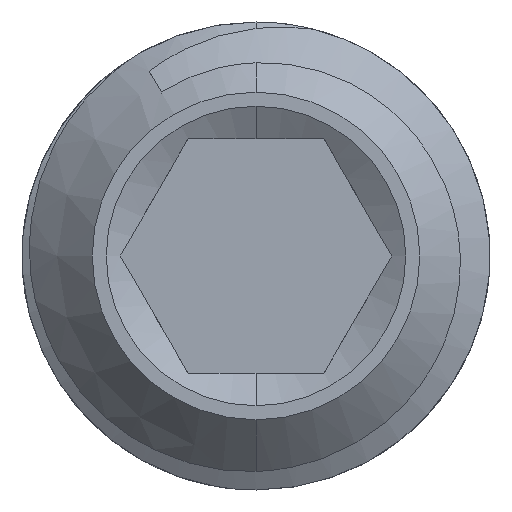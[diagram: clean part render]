
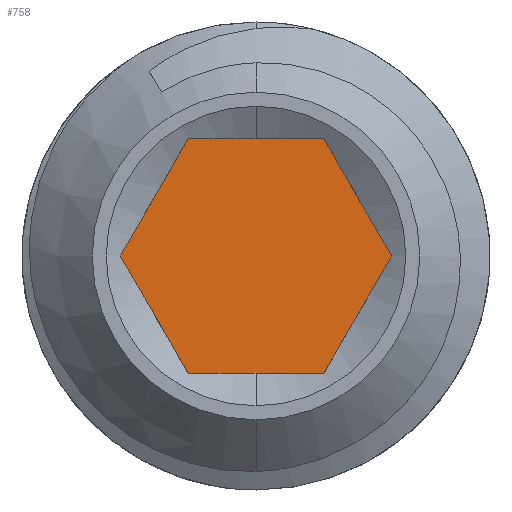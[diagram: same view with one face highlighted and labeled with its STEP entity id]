
A CAD part, front view. The second image highlights one B-rep face of the part: STEP entity #758.
In plain terms, the highlighted planar face has unit normal (0, -1, 0).
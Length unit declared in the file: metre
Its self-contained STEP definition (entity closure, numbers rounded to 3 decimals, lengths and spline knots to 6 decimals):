
#31 = ORIENTED_EDGE ( 'NONE', *, *, #987, .T. ) ;
#34 = LINE ( 'NONE', #1283, #2489 ) ;
#39 = LINE ( 'NONE', #1624, #2787 ) ;
#73 = DIRECTION ( 'NONE',  ( -0.5, 0., -0.866 ) ) ;
#123 = EDGE_CURVE ( 'NONE', #1162, #229, #34, .T. ) ;
#229 = VERTEX_POINT ( 'NONE', #2110 ) ;
#371 = DIRECTION ( 'NONE',  ( 0.5, 0., -0.866 ) ) ;
#426 = CARTESIAN_POINT ( 'NONE',  ( 0.002898, 0.006, 0. ) ) ;
#446 = ORIENTED_EDGE ( 'NONE', *, *, #123, .T. ) ;
#494 = ORIENTED_EDGE ( 'NONE', *, *, #2583, .T. ) ;
#551 = CARTESIAN_POINT ( 'NONE',  ( 0.001449, 0.006, 0.00251 ) ) ;
#580 = CARTESIAN_POINT ( 'NONE',  ( -0.001449, 0.006, -0.00251 ) ) ;
#610 = LINE ( 'NONE', #906, #1169 ) ;
#615 = CARTESIAN_POINT ( 'NONE',  ( 0., 0.006, 0. ) ) ;
#665 = VERTEX_POINT ( 'NONE', #881 ) ;
#758 = ADVANCED_FACE ( 'NONE', ( #1838 ), #3022, .T. ) ;
#788 = DIRECTION ( 'NONE',  ( -1., 0., 0. ) ) ;
#881 = CARTESIAN_POINT ( 'NONE',  ( -0.001449, 0.006, 0.00251 ) ) ;
#906 = CARTESIAN_POINT ( 'NONE',  ( -0.002898, 0.006, 0. ) ) ;
#911 = DIRECTION ( 'NONE',  ( -0.5, 0., 0.866 ) ) ;
#981 = LINE ( 'NONE', #426, #1008 ) ;
#987 = EDGE_CURVE ( 'NONE', #229, #2234, #981, .T. ) ;
#1008 = VECTOR ( 'NONE', #911, 1. ) ;
#1063 = DIRECTION ( 'NONE',  ( 0., 0., -1. ) ) ;
#1162 = VERTEX_POINT ( 'NONE', #2745 ) ;
#1169 = VECTOR ( 'NONE', #371, 1. ) ;
#1283 = CARTESIAN_POINT ( 'NONE',  ( 0.001449, 0.006, -0.00251 ) ) ;
#1288 = EDGE_LOOP ( 'NONE', ( #446, #31, #1476, #2304, #494, #3406 ) ) ;
#1373 = EDGE_CURVE ( 'NONE', #2234, #665, #2118, .T. ) ;
#1375 = LINE ( 'NONE', #580, #2772 ) ;
#1443 = EDGE_CURVE ( 'NONE', #665, #3300, #39, .T. ) ;
#1476 = ORIENTED_EDGE ( 'NONE', *, *, #1373, .T. ) ;
#1624 = CARTESIAN_POINT ( 'NONE',  ( -0.001449, 0.006, 0.00251 ) ) ;
#1838 = FACE_OUTER_BOUND ( 'NONE', #1288, .T. ) ;
#2110 = CARTESIAN_POINT ( 'NONE',  ( 0.002898, 0.006, 0. ) ) ;
#2117 = EDGE_CURVE ( 'NONE', #3439, #1162, #1375, .T. ) ;
#2118 = LINE ( 'NONE', #551, #2961 ) ;
#2138 = DIRECTION ( 'NONE',  ( 1., 0., 0. ) ) ;
#2234 = VERTEX_POINT ( 'NONE', #2661 ) ;
#2304 = ORIENTED_EDGE ( 'NONE', *, *, #1443, .T. ) ;
#2392 = DIRECTION ( 'NONE',  ( 0.5, 0., 0.866 ) ) ;
#2464 = CARTESIAN_POINT ( 'NONE',  ( -0.002898, 0.006, 0. ) ) ;
#2489 = VECTOR ( 'NONE', #2392, 1. ) ;
#2583 = EDGE_CURVE ( 'NONE', #3300, #3439, #610, .T. ) ;
#2661 = CARTESIAN_POINT ( 'NONE',  ( 0.001449, 0.006, 0.00251 ) ) ;
#2673 = DIRECTION ( 'NONE',  ( 0., -1., 0. ) ) ;
#2745 = CARTESIAN_POINT ( 'NONE',  ( 0.001449, 0.006, -0.00251 ) ) ;
#2767 = AXIS2_PLACEMENT_3D ( 'NONE', #615, #2673, #1063 ) ;
#2772 = VECTOR ( 'NONE', #2138, 1. ) ;
#2787 = VECTOR ( 'NONE', #73, 1. ) ;
#2831 = CARTESIAN_POINT ( 'NONE',  ( -0.001449, 0.006, -0.00251 ) ) ;
#2961 = VECTOR ( 'NONE', #788, 1. ) ;
#3022 = PLANE ( 'NONE',  #2767 ) ;
#3300 = VERTEX_POINT ( 'NONE', #2464 ) ;
#3406 = ORIENTED_EDGE ( 'NONE', *, *, #2117, .T. ) ;
#3439 = VERTEX_POINT ( 'NONE', #2831 ) ;
